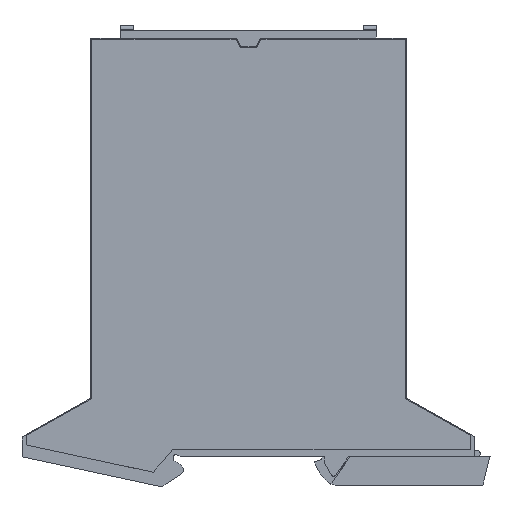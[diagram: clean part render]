
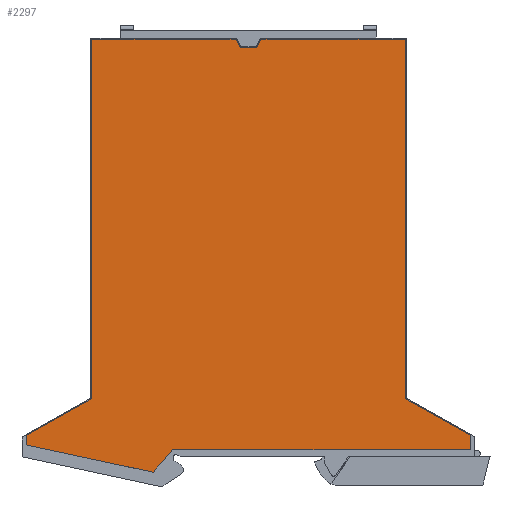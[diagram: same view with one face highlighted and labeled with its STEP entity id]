
A CAD part, left-side view. The second image highlights one B-rep face of the part: STEP entity #2297.
In plain terms, the highlighted planar face has unit normal (-1, 0, 0).
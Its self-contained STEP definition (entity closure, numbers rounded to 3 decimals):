
#2135=AXIS2_PLACEMENT_3D('Plane Axis2P3D',#2132,#2133,#2134) ;
#2132=CARTESIAN_POINT('Axis2P3D Location',(0.,56.402,7.237)) ;
#2138=CARTESIAN_POINT('Control Point',(0.,54.457,102.837)) ;
#2139=CARTESIAN_POINT('Control Point',(0.,55.754,102.837)) ;
#2140=CARTESIAN_POINT('Control Point',(0.,57.05,102.837)) ;
#2141=CARTESIAN_POINT('Control Point',(0.,58.347,102.837)) ;
#2142=CARTESIAN_POINT('Vertex',(0.,54.457,102.837)) ;
#2144=CARTESIAN_POINT('Vertex',(0.,58.347,102.837)) ;
#2147=CARTESIAN_POINT('Line Origine',(0.,58.79,103.787)) ;
#2151=CARTESIAN_POINT('Vertex',(0.,59.233,104.737)) ;
#2154=CARTESIAN_POINT('Line Origine',(0.,60.983,104.737)) ;
#2158=CARTESIAN_POINT('Vertex',(0.,62.733,104.737)) ;
#2162=CARTESIAN_POINT('Control Point',(0.,62.733,104.737)) ;
#2163=CARTESIAN_POINT('Control Point',(0.,72.822,104.737)) ;
#2164=CARTESIAN_POINT('Control Point',(0.,82.912,104.737)) ;
#2165=CARTESIAN_POINT('Control Point',(0.,93.002,104.737)) ;
#2166=CARTESIAN_POINT('Vertex',(0.,93.002,104.737)) ;
#2170=CARTESIAN_POINT('Control Point',(0.,93.002,104.737)) ;
#2171=CARTESIAN_POINT('Control Point',(0.,93.002,76.753)) ;
#2172=CARTESIAN_POINT('Control Point',(0.,93.002,48.768)) ;
#2173=CARTESIAN_POINT('Control Point',(0.,93.002,20.784)) ;
#2174=CARTESIAN_POINT('Vertex',(0.,93.002,20.784)) ;
#2178=CARTESIAN_POINT('Control Point',(0.,93.002,20.784)) ;
#2179=CARTESIAN_POINT('Control Point',(0.,98.079,17.94)) ;
#2180=CARTESIAN_POINT('Control Point',(0.,103.157,15.097)) ;
#2181=CARTESIAN_POINT('Control Point',(0.,108.234,12.253)) ;
#2182=CARTESIAN_POINT('Vertex',(0.,108.234,12.253)) ;
#2186=CARTESIAN_POINT('Control Point',(0.,108.234,12.253)) ;
#2187=CARTESIAN_POINT('Control Point',(0.,108.234,11.497)) ;
#2188=CARTESIAN_POINT('Control Point',(0.,108.234,10.741)) ;
#2189=CARTESIAN_POINT('Control Point',(0.,108.234,9.985)) ;
#2190=CARTESIAN_POINT('Vertex',(0.,108.234,9.985)) ;
#2194=CARTESIAN_POINT('Control Point',(0.,108.234,9.985)) ;
#2195=CARTESIAN_POINT('Control Point',(0.,98.383,7.865)) ;
#2196=CARTESIAN_POINT('Control Point',(0.,88.532,5.746)) ;
#2197=CARTESIAN_POINT('Control Point',(0.,78.681,3.626)) ;
#2198=CARTESIAN_POINT('Vertex',(0.,78.681,3.626)) ;
#2202=CARTESIAN_POINT('Control Point',(0.,78.681,3.626)) ;
#2203=CARTESIAN_POINT('Control Point',(0.,77.323,5.181)) ;
#2204=CARTESIAN_POINT('Control Point',(0.,75.965,6.735)) ;
#2205=CARTESIAN_POINT('Control Point',(0.,74.607,8.29)) ;
#2206=CARTESIAN_POINT('Vertex',(0.,74.607,8.29)) ;
#2210=CARTESIAN_POINT('Control Point',(0.,74.607,8.29)) ;
#2211=CARTESIAN_POINT('Control Point',(0.,74.605,8.292)) ;
#2212=CARTESIAN_POINT('Control Point',(0.,74.604,8.294)) ;
#2213=CARTESIAN_POINT('Control Point',(0.,74.602,8.296)) ;
#2214=CARTESIAN_POINT('Vertex',(0.,74.602,8.296)) ;
#2218=CARTESIAN_POINT('Control Point',(0.,74.602,8.296)) ;
#2219=CARTESIAN_POINT('Control Point',(0.,74.444,8.476)) ;
#2220=CARTESIAN_POINT('Control Point',(0.,74.286,8.657)) ;
#2221=CARTESIAN_POINT('Control Point',(0.,74.129,8.837)) ;
#2222=CARTESIAN_POINT('Vertex',(0.,74.129,8.837)) ;
#2226=CARTESIAN_POINT('Control Point',(0.,74.129,8.837)) ;
#2227=CARTESIAN_POINT('Control Point',(0.,50.942,8.837)) ;
#2228=CARTESIAN_POINT('Control Point',(0.,27.756,8.837)) ;
#2229=CARTESIAN_POINT('Control Point',(0.,4.57,8.837)) ;
#2230=CARTESIAN_POINT('Vertex',(0.,4.57,8.837)) ;
#2234=CARTESIAN_POINT('Control Point',(0.,4.57,8.837)) ;
#2235=CARTESIAN_POINT('Control Point',(0.,4.57,9.976)) ;
#2236=CARTESIAN_POINT('Control Point',(0.,4.57,11.115)) ;
#2237=CARTESIAN_POINT('Control Point',(0.,4.57,12.253)) ;
#2238=CARTESIAN_POINT('Vertex',(0.,4.57,12.253)) ;
#2242=CARTESIAN_POINT('Control Point',(0.,4.57,12.253)) ;
#2243=CARTESIAN_POINT('Control Point',(0.,9.647,15.097)) ;
#2244=CARTESIAN_POINT('Control Point',(0.,14.725,17.94)) ;
#2245=CARTESIAN_POINT('Control Point',(0.,19.802,20.784)) ;
#2246=CARTESIAN_POINT('Vertex',(0.,19.802,20.784)) ;
#2250=CARTESIAN_POINT('Control Point',(0.,19.802,20.784)) ;
#2251=CARTESIAN_POINT('Control Point',(0.,19.802,48.768)) ;
#2252=CARTESIAN_POINT('Control Point',(0.,19.802,76.753)) ;
#2253=CARTESIAN_POINT('Control Point',(0.,19.802,104.737)) ;
#2254=CARTESIAN_POINT('Vertex',(0.,19.802,104.737)) ;
#2258=CARTESIAN_POINT('Control Point',(0.,19.802,104.737)) ;
#2259=CARTESIAN_POINT('Control Point',(0.,29.892,104.737)) ;
#2260=CARTESIAN_POINT('Control Point',(0.,39.981,104.737)) ;
#2261=CARTESIAN_POINT('Control Point',(0.,50.071,104.737)) ;
#2262=CARTESIAN_POINT('Vertex',(0.,50.071,104.737)) ;
#2265=CARTESIAN_POINT('Line Origine',(0.,51.821,104.737)) ;
#2269=CARTESIAN_POINT('Vertex',(0.,53.571,104.737)) ;
#2272=CARTESIAN_POINT('Line Origine',(0.,54.014,103.787)) ;
#2133=DIRECTION('Axis2P3D Direction',(-1.,0.,0.)) ;
#2134=DIRECTION('Axis2P3D XDirection',(0.,1.,0.)) ;
#2148=DIRECTION('Vector Direction',(0.,0.423,0.906)) ;
#2155=DIRECTION('Vector Direction',(0.,1.,0.)) ;
#2266=DIRECTION('Vector Direction',(0.,1.,0.)) ;
#2273=DIRECTION('Vector Direction',(0.,-0.423,0.906)) ;
#2149=VECTOR('Line Direction',#2148,1.) ;
#2156=VECTOR('Line Direction',#2155,1.) ;
#2267=VECTOR('Line Direction',#2266,1.) ;
#2274=VECTOR('Line Direction',#2273,1.) ;
#2278=ORIENTED_EDGE('',*,*,#2146,.T.) ;
#2279=ORIENTED_EDGE('',*,*,#2153,.T.) ;
#2280=ORIENTED_EDGE('',*,*,#2160,.T.) ;
#2281=ORIENTED_EDGE('',*,*,#2168,.T.) ;
#2282=ORIENTED_EDGE('',*,*,#2176,.T.) ;
#2283=ORIENTED_EDGE('',*,*,#2184,.T.) ;
#2284=ORIENTED_EDGE('',*,*,#2192,.T.) ;
#2285=ORIENTED_EDGE('',*,*,#2200,.T.) ;
#2286=ORIENTED_EDGE('',*,*,#2208,.T.) ;
#2287=ORIENTED_EDGE('',*,*,#2216,.T.) ;
#2288=ORIENTED_EDGE('',*,*,#2224,.T.) ;
#2289=ORIENTED_EDGE('',*,*,#2232,.T.) ;
#2290=ORIENTED_EDGE('',*,*,#2240,.T.) ;
#2291=ORIENTED_EDGE('',*,*,#2248,.T.) ;
#2292=ORIENTED_EDGE('',*,*,#2256,.T.) ;
#2293=ORIENTED_EDGE('',*,*,#2264,.T.) ;
#2294=ORIENTED_EDGE('',*,*,#2271,.T.) ;
#2295=ORIENTED_EDGE('',*,*,#2276,.T.) ;
#2297=ADVANCED_FACE('BASE',(#2296),#2136,.T.) ;
#2137=B_SPLINE_CURVE_WITH_KNOTS('',3,(#2138,#2139,#2140,#2141),.UNSPECIFIED.,.F.,.U.,(4,4),(3.5,7.39),.UNSPECIFIED.) ;
#2161=B_SPLINE_CURVE_WITH_KNOTS('',3,(#2162,#2163,#2164,#2165),.UNSPECIFIED.,.F.,.U.,(4,4),(0.,30.269),.UNSPECIFIED.) ;
#2169=B_SPLINE_CURVE_WITH_KNOTS('',3,(#2170,#2171,#2172,#2173),.UNSPECIFIED.,.F.,.U.,(4,4),(0.,83.953),.UNSPECIFIED.) ;
#2177=B_SPLINE_CURVE_WITH_KNOTS('',3,(#2178,#2179,#2180,#2181),.UNSPECIFIED.,.F.,.U.,(4,4),(0.,17.458),.UNSPECIFIED.) ;
#2185=B_SPLINE_CURVE_WITH_KNOTS('',3,(#2186,#2187,#2188,#2189),.UNSPECIFIED.,.F.,.U.,(4,4),(0.,2.269),.UNSPECIFIED.) ;
#2193=B_SPLINE_CURVE_WITH_KNOTS('',3,(#2194,#2195,#2196,#2197),.UNSPECIFIED.,.F.,.U.,(4,4),(0.,30.229),.UNSPECIFIED.) ;
#2201=B_SPLINE_CURVE_WITH_KNOTS('',3,(#2202,#2203,#2204,#2205),.UNSPECIFIED.,.F.,.U.,(4,4),(0.,6.193),.UNSPECIFIED.) ;
#2209=B_SPLINE_CURVE_WITH_KNOTS('',3,(#2210,#2211,#2212,#2213),.UNSPECIFIED.,.F.,.U.,(4,4),(0.,0.007),.UNSPECIFIED.) ;
#2217=B_SPLINE_CURVE_WITH_KNOTS('',3,(#2218,#2219,#2220,#2221),.UNSPECIFIED.,.F.,.U.,(4,4),(0.,0.719),.UNSPECIFIED.) ;
#2225=B_SPLINE_CURVE_WITH_KNOTS('',3,(#2226,#2227,#2228,#2229),.UNSPECIFIED.,.F.,.U.,(4,4),(0.,69.559),.UNSPECIFIED.) ;
#2233=B_SPLINE_CURVE_WITH_KNOTS('',3,(#2234,#2235,#2236,#2237),.UNSPECIFIED.,.F.,.U.,(4,4),(0.,3.416),.UNSPECIFIED.) ;
#2241=B_SPLINE_CURVE_WITH_KNOTS('',3,(#2242,#2243,#2244,#2245),.UNSPECIFIED.,.F.,.U.,(4,4),(0.,17.458),.UNSPECIFIED.) ;
#2249=B_SPLINE_CURVE_WITH_KNOTS('',3,(#2250,#2251,#2252,#2253),.UNSPECIFIED.,.F.,.U.,(4,4),(0.,83.953),.UNSPECIFIED.) ;
#2257=B_SPLINE_CURVE_WITH_KNOTS('',3,(#2258,#2259,#2260,#2261),.UNSPECIFIED.,.F.,.U.,(4,4),(0.,30.269),.UNSPECIFIED.) ;
#2146=EDGE_CURVE('',#2143,#2145,#2137,.T.) ;
#2153=EDGE_CURVE('',#2145,#2152,#2150,.T.) ;
#2160=EDGE_CURVE('',#2152,#2159,#2157,.T.) ;
#2168=EDGE_CURVE('',#2159,#2167,#2161,.T.) ;
#2176=EDGE_CURVE('',#2167,#2175,#2169,.T.) ;
#2184=EDGE_CURVE('',#2175,#2183,#2177,.T.) ;
#2192=EDGE_CURVE('',#2183,#2191,#2185,.T.) ;
#2200=EDGE_CURVE('',#2191,#2199,#2193,.T.) ;
#2208=EDGE_CURVE('',#2199,#2207,#2201,.T.) ;
#2216=EDGE_CURVE('',#2207,#2215,#2209,.T.) ;
#2224=EDGE_CURVE('',#2215,#2223,#2217,.T.) ;
#2232=EDGE_CURVE('',#2223,#2231,#2225,.T.) ;
#2240=EDGE_CURVE('',#2231,#2239,#2233,.T.) ;
#2248=EDGE_CURVE('',#2239,#2247,#2241,.T.) ;
#2256=EDGE_CURVE('',#2247,#2255,#2249,.T.) ;
#2264=EDGE_CURVE('',#2255,#2263,#2257,.T.) ;
#2271=EDGE_CURVE('',#2263,#2270,#2268,.T.) ;
#2276=EDGE_CURVE('',#2270,#2143,#2275,.F.) ;
#2277=EDGE_LOOP('',(#2278,#2279,#2280,#2281,#2282,#2283,#2284,#2285,#2286,#2287,#2288,#2289,#2290,#2291,#2292,#2293,#2294,#2295)) ;
#2296=FACE_OUTER_BOUND('',#2277,.T.) ;
#2150=LINE('Line',#2147,#2149) ;
#2157=LINE('Line',#2154,#2156) ;
#2268=LINE('Line',#2265,#2267) ;
#2275=LINE('Line',#2272,#2274) ;
#2136=PLANE('',#2135) ;
#2143=VERTEX_POINT('',#2142) ;
#2145=VERTEX_POINT('',#2144) ;
#2152=VERTEX_POINT('',#2151) ;
#2159=VERTEX_POINT('',#2158) ;
#2167=VERTEX_POINT('',#2166) ;
#2175=VERTEX_POINT('',#2174) ;
#2183=VERTEX_POINT('',#2182) ;
#2191=VERTEX_POINT('',#2190) ;
#2199=VERTEX_POINT('',#2198) ;
#2207=VERTEX_POINT('',#2206) ;
#2215=VERTEX_POINT('',#2214) ;
#2223=VERTEX_POINT('',#2222) ;
#2231=VERTEX_POINT('',#2230) ;
#2239=VERTEX_POINT('',#2238) ;
#2247=VERTEX_POINT('',#2246) ;
#2255=VERTEX_POINT('',#2254) ;
#2263=VERTEX_POINT('',#2262) ;
#2270=VERTEX_POINT('',#2269) ;
